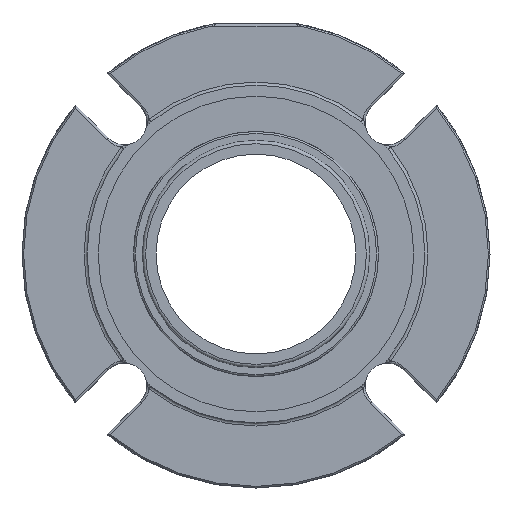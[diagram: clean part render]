
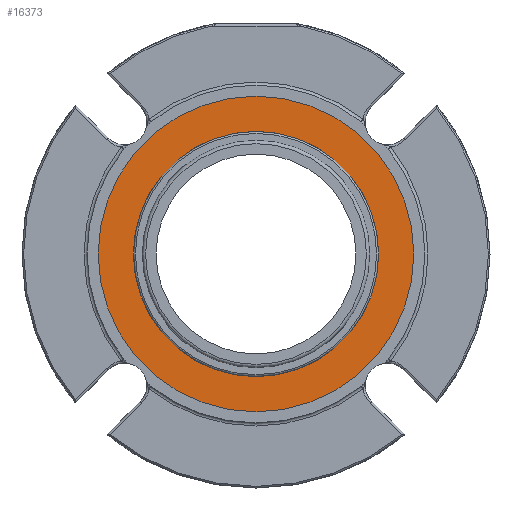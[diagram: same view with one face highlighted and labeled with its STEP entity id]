
A CAD part, front view. The second image highlights one B-rep face of the part: STEP entity #16373.
In plain terms, the highlighted planar face has unit normal (0, -1, 0).
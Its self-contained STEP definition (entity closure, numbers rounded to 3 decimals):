
#2155=PLANE('',#17573);
#5614=ORIENTED_EDGE('',*,*,#7350,.F.);
#5615=ORIENTED_EDGE('',*,*,#7351,.F.);
#7350=EDGE_CURVE('',#8442,#8442,#9054,.T.);
#7351=EDGE_CURVE('',#8443,#8443,#9055,.T.);
#8442=VERTEX_POINT('',#29766);
#8443=VERTEX_POINT('',#29769);
#9054=CIRCLE('',#17572,56.515);
#9055=CIRCLE('',#17574,72.733);
#9830=EDGE_LOOP('',(#5614));
#9831=EDGE_LOOP('',(#5615));
#10610=FACE_BOUND('',#9830,.T.);
#10611=FACE_BOUND('',#9831,.T.);
#16373=ADVANCED_FACE('',(#10610,#10611),#2155,.T.);
#17572=AXIS2_PLACEMENT_3D('',#29765,#20454,#20455);
#17573=AXIS2_PLACEMENT_3D('',#29767,#20456,#20457);
#17574=AXIS2_PLACEMENT_3D('',#29768,#20458,#20459);
#20454=DIRECTION('',(0.,-1.,0.));
#20455=DIRECTION('',(1.,0.,0.));
#20456=DIRECTION('',(0.,-1.,0.));
#20457=DIRECTION('',(-1.,0.,0.));
#20458=DIRECTION('',(0.,1.,0.));
#20459=DIRECTION('',(1.,0.,0.));
#29765=CARTESIAN_POINT('',(0.,-0.483,0.));
#29766=CARTESIAN_POINT('',(56.515,-0.483,0.));
#29767=CARTESIAN_POINT('',(72.733,-0.483,0.));
#29768=CARTESIAN_POINT('',(0.,-0.483,0.));
#29769=CARTESIAN_POINT('',(72.733,-0.483,0.));
